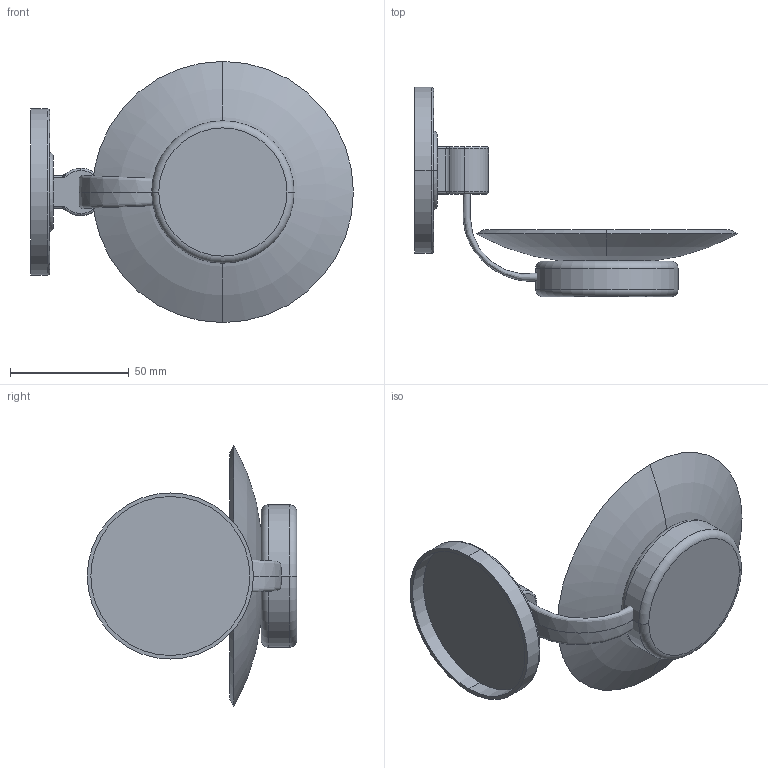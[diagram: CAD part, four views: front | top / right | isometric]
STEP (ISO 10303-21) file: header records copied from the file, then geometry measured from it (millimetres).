
FILE_DESCRIPTION (( 'STEP AP203' ), '1' );
FILE_NAME ('18402.STEP', '2013-03-07T20:58:19', ( '' ), ( '' ), 'SwSTEP 2.0', 'SolidWorks 2012', '' );
FILE_SCHEMA (( 'CONFIG_CONTROL_DESIGN' ));
Length unit declared in the file: millimetre
Products named in the file (6): TS-101; TS-102; TS-103; TS-104; TS-105; 18402
Assembly tree (5 placements, depth 2):
  18402
    TS-101
    TS-102
    TS-103
    TS-104
    TS-105
Bounding box: 136 x 88.25 x 110 mm (x, y, z)
Volume: 81350.2 mm3; surface area: 44814.5 mm2
Topology: 5 solids, 5 shells, 68 faces, 144 edges, 79 vertices
Faces by surface type: cylinder 23, torus 18, plane 15, bspline 6, sphere 4, cone 2
Entity records: 3230 total; most frequent: CARTESIAN_POINT 1177, DIRECTION 346, ORIENTED_EDGE 268, AXIS2_PLACEMENT_3D 152, EDGE_CURVE 134, CIRCLE 82, VERTEX_POINT 79, EDGE_LOOP 71
